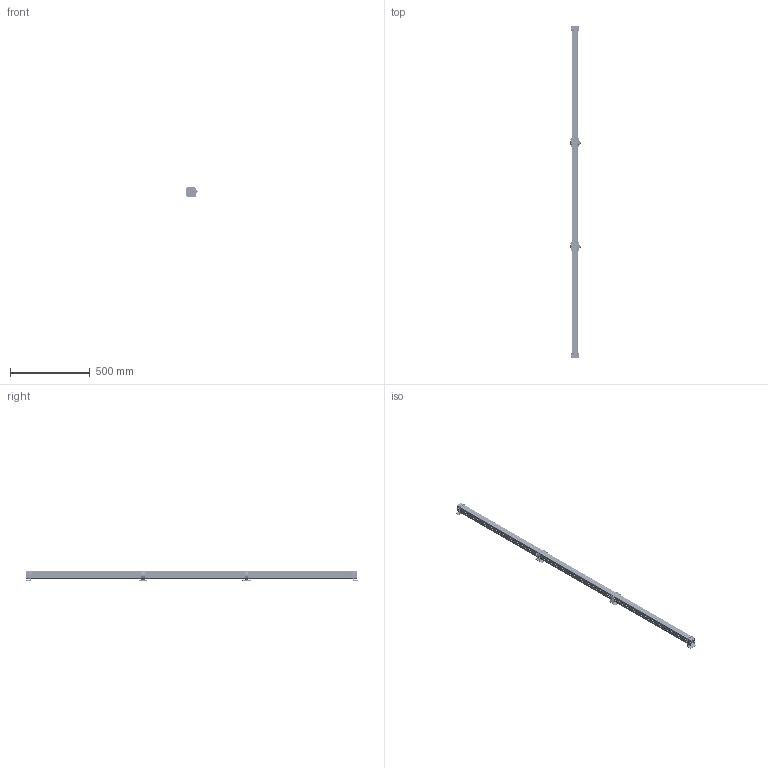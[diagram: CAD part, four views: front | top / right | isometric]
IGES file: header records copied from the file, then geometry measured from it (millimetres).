
Start section:  PTC IGES file: 139545.igs
Global section: file name: 139545.igs; native system: Creo Parametric by Parametric Technology Corporation; preprocessor: 2013230; author: pdmadmin; organization: Unknown; date: 20151202.095325; units: millimetre
Bounding box: 78.41 x 2076.96 x 64.38 mm (x, y, z)
Volume: 1484687.3 mm3; surface area: 4732401.3 mm2
Topology: 113 solids, 144 shells, 12669 faces, 70023 edges, 91778 vertices
Faces by surface type: bspline 8382, revolution 4287
